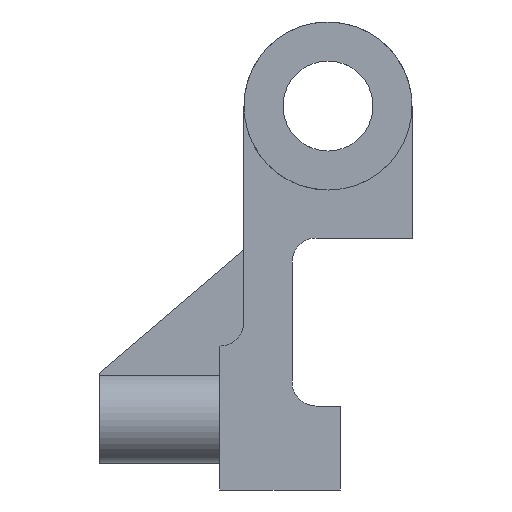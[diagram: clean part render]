
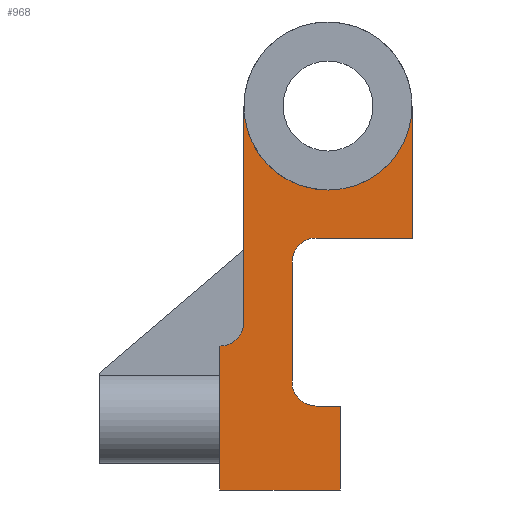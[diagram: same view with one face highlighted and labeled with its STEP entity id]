
A CAD part, left-side view. The second image highlights one B-rep face of the part: STEP entity #968.
In plain terms, the highlighted free-form (B-spline) face has degree [1, 1] with [2, 2] control points.
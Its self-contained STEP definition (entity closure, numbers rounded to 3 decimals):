
#274 = EDGE_CURVE('',#275,#277,#279,.T.);
#275 = VERTEX_POINT('',#276);
#276 = CARTESIAN_POINT('',(-32.491,37.907,0.));
#277 = VERTEX_POINT('',#278);
#278 = CARTESIAN_POINT('',(-32.491,0.,
    -37.907));
#279 = ( BOUNDED_CURVE() B_SPLINE_CURVE(2,(#280,#281,#282),
.UNSPECIFIED.,.F.,.F.) B_SPLINE_CURVE_WITH_KNOTS((3,3),(4.712,
6.283),.PIECEWISE_BEZIER_KNOTS.) CURVE() 
GEOMETRIC_REPRESENTATION_ITEM() RATIONAL_B_SPLINE_CURVE((1.,
0.707,1.)) REPRESENTATION_ITEM('') );
#280 = CARTESIAN_POINT('',(-32.491,37.907,
    0.));
#281 = CARTESIAN_POINT('',(-32.491,37.907,
    -37.907));
#282 = CARTESIAN_POINT('',(-32.491,0.,
    -37.907));
#338 = VERTEX_POINT('',#339);
#339 = CARTESIAN_POINT('',(-32.491,37.907,
    -97.474));
#344 = EDGE_CURVE('',#345,#338,#347,.T.);
#345 = VERTEX_POINT('',#346);
#346 = CARTESIAN_POINT('',(-32.491,48.737,-108.305
    ));
#347 = ( BOUNDED_CURVE() B_SPLINE_CURVE(2,(#348,#349,#350),
.UNSPECIFIED.,.F.,.F.) B_SPLINE_CURVE_WITH_KNOTS((3,3),(0.,
1.571),.PIECEWISE_BEZIER_KNOTS.) CURVE() 
GEOMETRIC_REPRESENTATION_ITEM() RATIONAL_B_SPLINE_CURVE((1.,
0.707,1.)) REPRESENTATION_ITEM('') );
#348 = CARTESIAN_POINT('',(-32.491,48.737,-108.305
    ));
#349 = CARTESIAN_POINT('',(-32.491,37.907,-108.305
    ));
#350 = CARTESIAN_POINT('',(-32.491,37.907,
    -97.474));
#376 = EDGE_CURVE('',#277,#377,#379,.T.);
#377 = VERTEX_POINT('',#378);
#378 = CARTESIAN_POINT('',(-32.491,-37.907,0.));
#379 = ( BOUNDED_CURVE() B_SPLINE_CURVE(2,(#380,#381,#382),
.UNSPECIFIED.,.F.,.F.) B_SPLINE_CURVE_WITH_KNOTS((3,3),(0.,
1.571),.PIECEWISE_BEZIER_KNOTS.) CURVE() 
GEOMETRIC_REPRESENTATION_ITEM() RATIONAL_B_SPLINE_CURVE((1.,
0.707,1.)) REPRESENTATION_ITEM('') );
#380 = CARTESIAN_POINT('',(-32.491,0.,-37.907));
#381 = CARTESIAN_POINT('',(-32.491,-37.907,
    -37.907));
#382 = CARTESIAN_POINT('',(-32.491,-37.907,
    0.));
#572 = EDGE_CURVE('',#377,#573,#575,.T.);
#573 = VERTEX_POINT('',#574);
#574 = CARTESIAN_POINT('',(-32.491,-37.907,
    -59.568));
#575 = B_SPLINE_CURVE_WITH_KNOTS('',1,(#576,#577),.UNSPECIFIED.,.F.,.F.,
  (2,2),(-44.,-0.),.PIECEWISE_BEZIER_KNOTS.);
#576 = CARTESIAN_POINT('',(-32.491,-37.907,0.));
#577 = CARTESIAN_POINT('',(-32.491,-37.907,
    -59.568));
#606 = EDGE_CURVE('',#573,#607,#609,.T.);
#607 = VERTEX_POINT('',#608);
#608 = CARTESIAN_POINT('',(-32.491,5.415,
    -59.568));
#609 = B_SPLINE_CURVE_WITH_KNOTS('',1,(#610,#611),.UNSPECIFIED.,.F.,.F.,
  (2,2),(-32.,0.),.PIECEWISE_BEZIER_KNOTS.);
#610 = CARTESIAN_POINT('',(-32.491,-37.907,
    -59.568));
#611 = CARTESIAN_POINT('',(-32.491,5.415,
    -59.568));
#642 = VERTEX_POINT('',#643);
#643 = CARTESIAN_POINT('',(-32.491,16.246,
    -70.398));
#648 = EDGE_CURVE('',#607,#642,#649,.T.);
#649 = ( BOUNDED_CURVE() B_SPLINE_CURVE(2,(#650,#651,#652),
.UNSPECIFIED.,.F.,.F.) B_SPLINE_CURVE_WITH_KNOTS((3,3),(3.142,
4.712),.PIECEWISE_BEZIER_KNOTS.) CURVE() 
GEOMETRIC_REPRESENTATION_ITEM() RATIONAL_B_SPLINE_CURVE((1.,
0.707,1.)) REPRESENTATION_ITEM('') );
#650 = CARTESIAN_POINT('',(-32.491,5.415,
    -59.568));
#651 = CARTESIAN_POINT('',(-32.491,16.246,
    -59.568));
#652 = CARTESIAN_POINT('',(-32.491,16.246,
    -70.398));
#666 = EDGE_CURVE('',#642,#667,#669,.T.);
#667 = VERTEX_POINT('',#668);
#668 = CARTESIAN_POINT('',(-32.491,16.246,
    -124.551));
#669 = B_SPLINE_CURVE_WITH_KNOTS('',1,(#670,#671),.UNSPECIFIED.,.F.,.F.,
  (2,2),(-40.,0.),.PIECEWISE_BEZIER_KNOTS.);
#670 = CARTESIAN_POINT('',(-32.491,16.246,
    -70.398));
#671 = CARTESIAN_POINT('',(-32.491,16.246,
    -124.551));
#702 = VERTEX_POINT('',#703);
#703 = CARTESIAN_POINT('',(-32.491,5.415,-135.381
    ));
#708 = EDGE_CURVE('',#667,#702,#709,.T.);
#709 = ( BOUNDED_CURVE() B_SPLINE_CURVE(2,(#710,#711,#712),
.UNSPECIFIED.,.F.,.F.) B_SPLINE_CURVE_WITH_KNOTS((3,3),(4.712,
6.283),.PIECEWISE_BEZIER_KNOTS.) CURVE() 
GEOMETRIC_REPRESENTATION_ITEM() RATIONAL_B_SPLINE_CURVE((1.,
0.707,1.)) REPRESENTATION_ITEM('') );
#710 = CARTESIAN_POINT('',(-32.491,16.246,
    -124.551));
#711 = CARTESIAN_POINT('',(-32.491,16.246,
    -135.381));
#712 = CARTESIAN_POINT('',(-32.491,5.415,-135.381
    ));
#726 = EDGE_CURVE('',#702,#727,#729,.T.);
#727 = VERTEX_POINT('',#728);
#728 = CARTESIAN_POINT('',(-32.491,-5.415,
    -135.381));
#729 = B_SPLINE_CURVE_WITH_KNOTS('',1,(#730,#731),.UNSPECIFIED.,.F.,.F.,
  (2,2),(-8.,-0.),.PIECEWISE_BEZIER_KNOTS.);
#730 = CARTESIAN_POINT('',(-32.491,5.415,-135.381
    ));
#731 = CARTESIAN_POINT('',(-32.491,-5.415,
    -135.381));
#754 = EDGE_CURVE('',#727,#755,#757,.T.);
#755 = VERTEX_POINT('',#756);
#756 = CARTESIAN_POINT('',(-32.491,-5.415,
    -173.288));
#757 = B_SPLINE_CURVE_WITH_KNOTS('',1,(#758,#759),.UNSPECIFIED.,.F.,.F.,
  (2,2),(-28.,0.),.PIECEWISE_BEZIER_KNOTS.);
#758 = CARTESIAN_POINT('',(-32.491,-5.415,
    -135.381));
#759 = CARTESIAN_POINT('',(-32.491,-5.415,
    -173.288));
#782 = EDGE_CURVE('',#755,#783,#785,.T.);
#783 = VERTEX_POINT('',#784);
#784 = CARTESIAN_POINT('',(-32.491,48.737,
    -173.288));
#785 = B_SPLINE_CURVE_WITH_KNOTS('',1,(#786,#787),.UNSPECIFIED.,.F.,.F.,
  (2,2),(-40.,0.),.PIECEWISE_BEZIER_KNOTS.);
#786 = CARTESIAN_POINT('',(-32.491,-5.415,
    -173.288));
#787 = CARTESIAN_POINT('',(-32.491,48.737,
    -173.288));
#810 = EDGE_CURVE('',#783,#345,#811,.T.);
#811 = B_SPLINE_CURVE_WITH_KNOTS('',1,(#812,#813),.UNSPECIFIED.,.F.,.F.,
  (2,2),(-48.,0.),.PIECEWISE_BEZIER_KNOTS.);
#812 = CARTESIAN_POINT('',(-32.491,48.737,
    -173.288));
#813 = CARTESIAN_POINT('',(-32.491,48.737,-108.305
    ));
#912 = EDGE_CURVE('',#338,#275,#913,.T.);
#913 = B_SPLINE_CURVE_WITH_KNOTS('',1,(#914,#915),.UNSPECIFIED.,.F.,.F.,
  (2,2),(-72.,0.),.PIECEWISE_BEZIER_KNOTS.);
#914 = CARTESIAN_POINT('',(-32.491,37.907,
    -97.474));
#915 = CARTESIAN_POINT('',(-32.491,37.907,0.));
#968 = ADVANCED_FACE('',(#969),#984,.F.);
#969 = FACE_BOUND('',#970,.T.);
#970 = EDGE_LOOP('',(#971,#972,#973,#974,#975,#976,#977,#978,#979,#980,
    #981,#982,#983));
#971 = ORIENTED_EDGE('',*,*,#274,.F.);
#972 = ORIENTED_EDGE('',*,*,#912,.F.);
#973 = ORIENTED_EDGE('',*,*,#344,.F.);
#974 = ORIENTED_EDGE('',*,*,#810,.F.);
#975 = ORIENTED_EDGE('',*,*,#782,.F.);
#976 = ORIENTED_EDGE('',*,*,#754,.F.);
#977 = ORIENTED_EDGE('',*,*,#726,.F.);
#978 = ORIENTED_EDGE('',*,*,#708,.F.);
#979 = ORIENTED_EDGE('',*,*,#666,.F.);
#980 = ORIENTED_EDGE('',*,*,#648,.F.);
#981 = ORIENTED_EDGE('',*,*,#606,.F.);
#982 = ORIENTED_EDGE('',*,*,#572,.F.);
#983 = ORIENTED_EDGE('',*,*,#376,.F.);
#984 = B_SPLINE_SURFACE_WITH_KNOTS('',1,1,(
    (#985,#986)
    ,(#987,#988
    )),.UNSPECIFIED.,.F.,.F.,.F.,(2,2),(2,2),(0.,128.),
  (-28.,36.),.PIECEWISE_BEZIER_KNOTS.);
#985 = CARTESIAN_POINT('',(-32.491,-37.907,
    0.));
#986 = CARTESIAN_POINT('',(-32.491,48.737,
    0.));
#987 = CARTESIAN_POINT('',(-32.491,-37.907,
    -173.288));
#988 = CARTESIAN_POINT('',(-32.491,48.737,
    -173.288));
